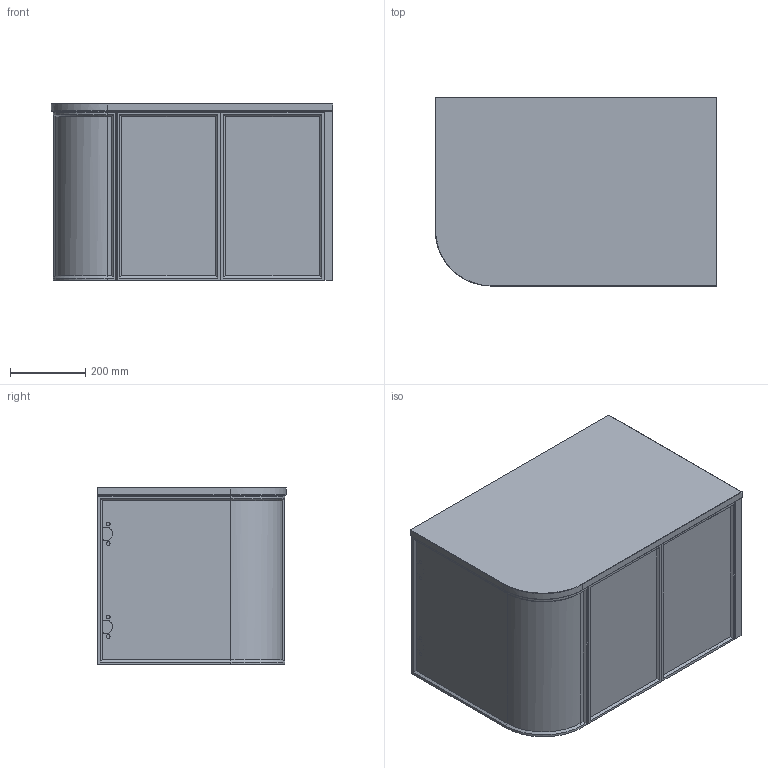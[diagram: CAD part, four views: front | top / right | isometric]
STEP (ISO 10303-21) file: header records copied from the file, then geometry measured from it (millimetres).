
FILE_DESCRIPTION(/* description */ (''),/* implementation_level */ '2;1');
FILE_NAME(/* name */ 'Kado Era 750 (Door) SINGLE END 20MM',/* time_stamp */ '2025-07-09T14:54:39+10:00',/* author */ (''),/* organization */ (''),/* preprocessor_version */ 'ST-DEVELOPER v16.5',/* originating_system */ '',/* authorisation */ '');
FILE_SCHEMA (('AUTOMOTIVE_DESIGN'));
Length unit declared in the file: millimetre
Products named in the file (9): Document; Kado Era 750 (Door) SINGLE END 20MM; 900 Door Kado Era17; 900 Door Kado Era; 750 Benchtop (20mm) SINGLE END; Kado Era Curved End Panel1213141516; Filler Panel234; Kado Era 900 Carcass (DOOR); End Carcass LEFT678910
Assembly tree (9 placements, depth 4):
  Document
    Kado Era 750 (Door) SINGLE END 20MM
      900 Door Kado Era17  x2
        900 Door Kado Era
      750 Benchtop (20mm) SINGLE END
      Kado Era Curved End Panel1213141516
      Filler Panel234
      Kado Era 900 Carcass (DOOR)
      End Carcass LEFT678910
Bounding box: 748.5 x 500 x 470 mm (x, y, z)
Volume: 44531488.9 mm3; surface area: 5725220.9 mm2
Topology: 16 solids, 16 shells, 248 faces, 516 edges, 324 vertices
Faces by surface type: plane 156, cylinder 80, bspline 12
Entity records: 6629 total; most frequent: CARTESIAN_POINT 2359, ORIENTED_EDGE 968, EDGE_CURVE 484, B_SPLINE_CURVE_WITH_KNOTS 322, VERTEX_POINT 308, DIRECTION 273, EDGE_LOOP 268, AXIS2_PLACEMENT_3D 249
